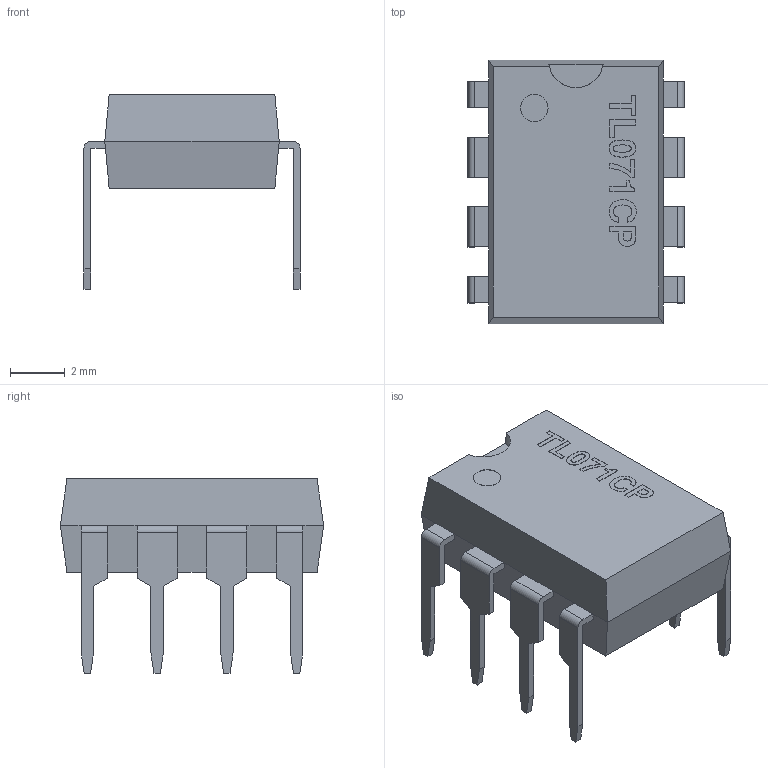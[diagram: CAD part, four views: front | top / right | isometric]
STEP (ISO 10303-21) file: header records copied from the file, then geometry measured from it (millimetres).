
FILE_DESCRIPTION(('FreeCAD Model'),'2;1');
FILE_NAME('Texas_Instruments_TL071CP.step','2019-07-23T13:00:33',( 'Author'),(''),'Open CASCADE STEP processor 7.3','FreeCAD','Unknown' );
FILE_SCHEMA(('AUTOMOTIVE_DESIGN { 1 0 10303 214 1 1 1 1 }'));
Length unit declared in the file: millimetre
Products named in the file (1): TL071CP_PH_3.4_TH_3.91
Bounding box: 7.87 x 9.59 x 7.1 mm (x, y, z)
Volume: 205.3 mm3; surface area: 311.1 mm2
Topology: 1 solids, 1 shells, 213 faces, 583 edges, 382 vertices
Faces by surface type: plane 144, extrusion 51, cylinder 10, bspline 8
Full cylindrical faces by diameter (mm): 1 x1
Entity records: 8228 total; most frequent: CARTESIAN_POINT 1604, ORIENTED_EDGE 1166, DIRECTION 827, EDGE_CURVE 583, VECTOR 477, LINE 426, VERTEX_POINT 382, FACE_BOUND 223
